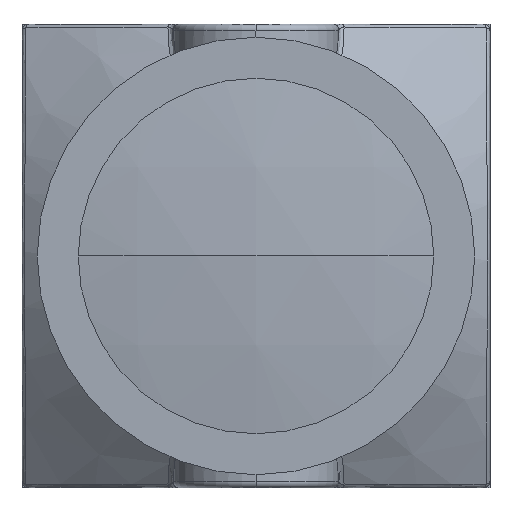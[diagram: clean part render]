
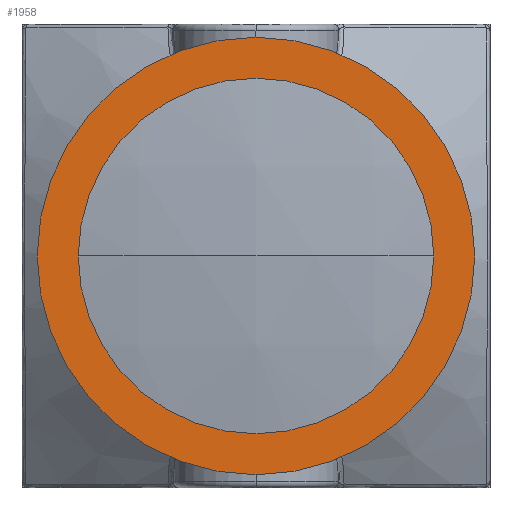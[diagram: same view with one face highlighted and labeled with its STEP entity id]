
A CAD part, left-side view. The second image highlights one B-rep face of the part: STEP entity #1958.
In plain terms, the highlighted planar face has unit normal (-1, 0, 0).
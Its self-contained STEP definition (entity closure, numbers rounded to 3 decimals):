
#88 = EDGE_CURVE ( 'NONE', #2540, #1915, #979, .T. ) ;
#123 = EDGE_LOOP ( 'NONE', ( #1522, #1450 ) ) ;
#142 = VERTEX_POINT ( 'NONE', #1590 ) ;
#263 = CARTESIAN_POINT ( 'NONE',  ( -11.322, 0., 0. ) ) ;
#330 = CIRCLE ( 'NONE', #2998, 5.363 ) ;
#551 = DIRECTION ( 'NONE',  ( -1., 0., 0. ) ) ;
#622 = DIRECTION ( 'NONE',  ( 1., 0., 0. ) ) ;
#708 = CARTESIAN_POINT ( 'NONE',  ( -11.322, 5.363, 0. ) ) ;
#937 = CARTESIAN_POINT ( 'NONE',  ( -11.322, 6.6, 0. ) ) ;
#951 = ORIENTED_EDGE ( 'NONE', *, *, #1239, .F. ) ;
#964 = AXIS2_PLACEMENT_3D ( 'NONE', #263, #969, #3083 ) ;
#969 = DIRECTION ( 'NONE',  ( 1., 0., 0. ) ) ;
#979 = CIRCLE ( 'NONE', #3045, 5.363 ) ;
#1239 = EDGE_CURVE ( 'NONE', #142, #2762, #2892, .T. ) ;
#1286 = DIRECTION ( 'NONE',  ( 0., -1., 0. ) ) ;
#1312 = ORIENTED_EDGE ( 'NONE', *, *, #1379, .F. ) ;
#1327 = FACE_OUTER_BOUND ( 'NONE', #2335, .T. ) ;
#1330 = CIRCLE ( 'NONE', #1750, 6.6 ) ;
#1379 = EDGE_CURVE ( 'NONE', #2762, #142, #1330, .T. ) ;
#1413 = PLANE ( 'NONE',  #2846 ) ;
#1422 = CARTESIAN_POINT ( 'NONE',  ( -11.322, -5.363, 0. ) ) ;
#1450 = ORIENTED_EDGE ( 'NONE', *, *, #88, .T. ) ;
#1522 = ORIENTED_EDGE ( 'NONE', *, *, #2663, .T. ) ;
#1565 = DIRECTION ( 'NONE',  ( 0., -1., 0. ) ) ;
#1590 = CARTESIAN_POINT ( 'NONE',  ( -11.322, 6.6, 0. ) ) ;
#1750 = AXIS2_PLACEMENT_3D ( 'NONE', #2110, #1868, #2785 ) ;
#1868 = DIRECTION ( 'NONE',  ( 1., 0., 0. ) ) ;
#1915 = VERTEX_POINT ( 'NONE', #708 ) ;
#1957 = FACE_BOUND ( 'NONE', #123, .T. ) ;
#1958 = ADVANCED_FACE ( 'NONE', ( #1957, #1327 ), #1413, .T. ) ;
#2037 = CARTESIAN_POINT ( 'NONE',  ( -11.322, 0., 0. ) ) ;
#2110 = CARTESIAN_POINT ( 'NONE',  ( -11.322, 0., 0. ) ) ;
#2324 = CARTESIAN_POINT ( 'NONE',  ( -11.322, -6.6, 0. ) ) ;
#2335 = EDGE_LOOP ( 'NONE', ( #951, #1312 ) ) ;
#2540 = VERTEX_POINT ( 'NONE', #1422 ) ;
#2663 = EDGE_CURVE ( 'NONE', #1915, #2540, #330, .T. ) ;
#2676 = DIRECTION ( 'NONE',  ( 0., -1., 0. ) ) ;
#2703 = CARTESIAN_POINT ( 'NONE',  ( -11.322, 0., 0. ) ) ;
#2760 = DIRECTION ( 'NONE',  ( 1., 0., 0. ) ) ;
#2762 = VERTEX_POINT ( 'NONE', #2324 ) ;
#2785 = DIRECTION ( 'NONE',  ( 0., 1., 0. ) ) ;
#2846 = AXIS2_PLACEMENT_3D ( 'NONE', #937, #551, #2676 ) ;
#2892 = CIRCLE ( 'NONE', #964, 6.6 ) ;
#2998 = AXIS2_PLACEMENT_3D ( 'NONE', #2703, #622, #1286 ) ;
#3045 = AXIS2_PLACEMENT_3D ( 'NONE', #2037, #2760, #1565 ) ;
#3083 = DIRECTION ( 'NONE',  ( 0., 1., 0. ) ) ;
